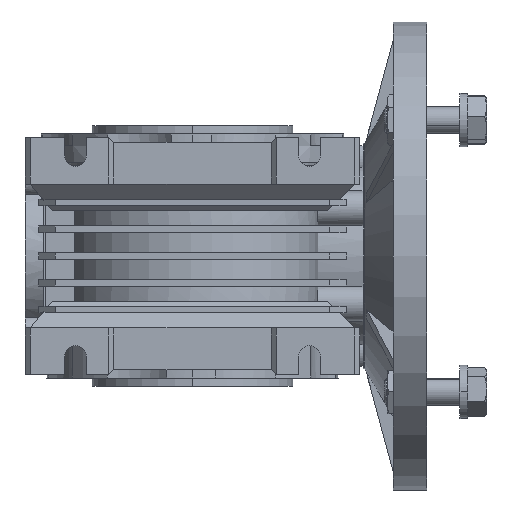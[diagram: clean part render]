
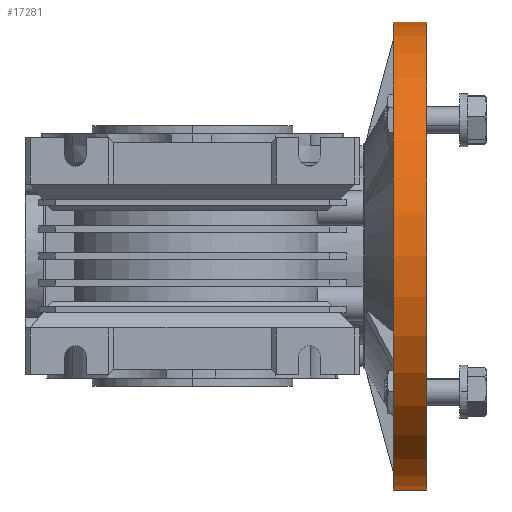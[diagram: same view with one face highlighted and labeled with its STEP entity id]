
A CAD part, front view. The second image highlights one B-rep face of the part: STEP entity #17281.
In plain terms, the highlighted cylindrical face has radius 70 mm (diameter 140 mm), a partial arc.
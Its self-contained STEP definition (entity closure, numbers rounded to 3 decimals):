
#289 = CARTESIAN_POINT ( 'NONE',  ( 70., 40., 70. ) ) ;
#689 = ORIENTED_EDGE ( 'NONE', *, *, #19419, .F. ) ;
#1718 = AXIS2_PLACEMENT_3D ( 'NONE', #7872, #28952, #15842 ) ;
#1917 = VERTEX_POINT ( 'NONE', #15533 ) ;
#2569 = CARTESIAN_POINT ( 'NONE',  ( 60., 40., 0. ) ) ;
#6384 = EDGE_CURVE ( 'NONE', #19215, #1917, #34201, .T. ) ;
#6734 = FACE_OUTER_BOUND ( 'NONE', #23315, .T. ) ;
#7624 = VERTEX_POINT ( 'NONE', #21851 ) ;
#7872 = CARTESIAN_POINT ( 'NONE',  ( 70., 40., 0. ) ) ;
#8845 = LINE ( 'NONE', #24898, #15194 ) ;
#8880 = AXIS2_PLACEMENT_3D ( 'NONE', #28155, #19685, #25371 ) ;
#10823 = CARTESIAN_POINT ( 'NONE',  ( 60., 40., 70. ) ) ;
#15194 = VECTOR ( 'NONE', #27840, 1000. ) ;
#15209 = EDGE_CURVE ( 'NONE', #1917, #15255, #23937, .T. ) ;
#15227 = ORIENTED_EDGE ( 'NONE', *, *, #17421, .T. ) ;
#15255 = VERTEX_POINT ( 'NONE', #10823 ) ;
#15533 = CARTESIAN_POINT ( 'NONE',  ( 70., 40., 70. ) ) ;
#15842 = DIRECTION ( 'NONE',  ( 0., 0., 1. ) ) ;
#16661 = VECTOR ( 'NONE', #20028, 1000. ) ;
#17281 = ADVANCED_FACE ( 'NONE', ( #6734 ), #33334, .T. ) ;
#17421 = EDGE_CURVE ( 'NONE', #15255, #7624, #32048, .T. ) ;
#19215 = VERTEX_POINT ( 'NONE', #25782 ) ;
#19419 = EDGE_CURVE ( 'NONE', #19215, #7624, #8845, .T. ) ;
#19685 = DIRECTION ( 'NONE',  ( -1., 0., 0. ) ) ;
#19908 = AXIS2_PLACEMENT_3D ( 'NONE', #2569, #25874, #28661 ) ;
#20028 = DIRECTION ( 'NONE',  ( -1., 0., 0. ) ) ;
#21851 = CARTESIAN_POINT ( 'NONE',  ( 60., 40., -70. ) ) ;
#23315 = EDGE_LOOP ( 'NONE', ( #689, #25722, #24033, #15227 ) ) ;
#23937 = LINE ( 'NONE', #289, #16661 ) ;
#24033 = ORIENTED_EDGE ( 'NONE', *, *, #15209, .T. ) ;
#24898 = CARTESIAN_POINT ( 'NONE',  ( 70., 40., -70. ) ) ;
#25371 = DIRECTION ( 'NONE',  ( 0., 0., 1. ) ) ;
#25722 = ORIENTED_EDGE ( 'NONE', *, *, #6384, .T. ) ;
#25782 = CARTESIAN_POINT ( 'NONE',  ( 70., 40., -70. ) ) ;
#25874 = DIRECTION ( 'NONE',  ( 1., 0., 0. ) ) ;
#27840 = DIRECTION ( 'NONE',  ( -1., 0., 0. ) ) ;
#28155 = CARTESIAN_POINT ( 'NONE',  ( 70., 40., 0. ) ) ;
#28661 = DIRECTION ( 'NONE',  ( 0., 0., 1. ) ) ;
#28952 = DIRECTION ( 'NONE',  ( -1., 0., 0. ) ) ;
#32048 = CIRCLE ( 'NONE', #19908, 70. ) ;
#33334 = CYLINDRICAL_SURFACE ( 'NONE', #8880, 70. ) ;
#34201 = CIRCLE ( 'NONE', #1718, 70. ) ;
